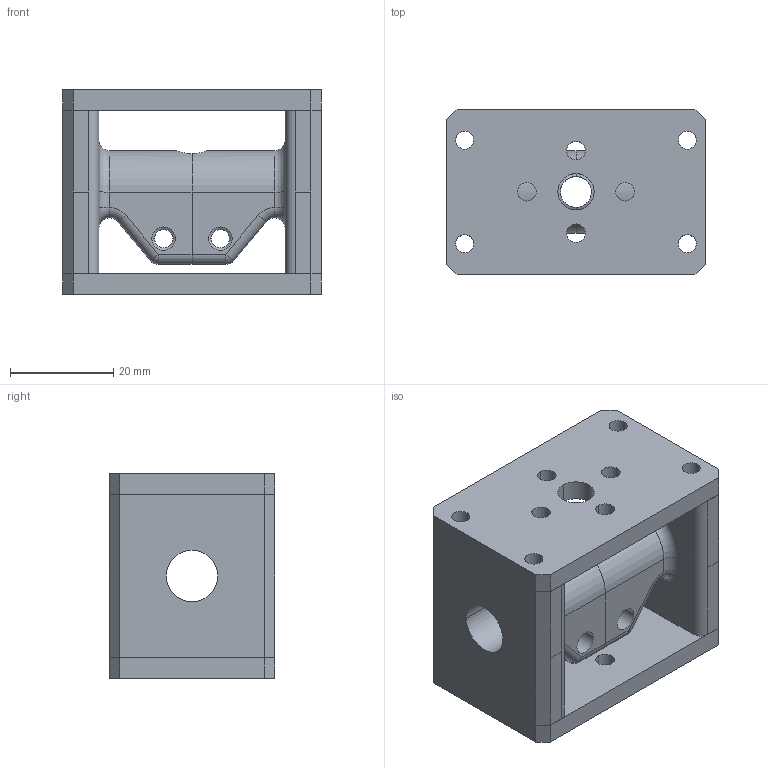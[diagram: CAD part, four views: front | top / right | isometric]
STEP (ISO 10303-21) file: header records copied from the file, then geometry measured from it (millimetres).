
FILE_DESCRIPTION (( 'STEP AP203' ), '1' );
FILE_NAME ('Motor_2_Default_sldprt.STEP', '2023-12-01T14:26:12', ( '' ), ( '' ), 'SwSTEP 2.0', 'SolidWorks 2023', '' );
FILE_SCHEMA (( 'CONFIG_CONTROL_DESIGN' ));
Length unit declared in the file: millimetre
Products named in the file (1): Motor_2_Default_sldprt
Bounding box: 50 x 32 x 39.6 mm (x, y, z)
Volume: 28505.9 mm3; surface area: 19382.9 mm2
Topology: 4 solids, 4 shells, 240 faces, 610 edges, 390 vertices
Faces by surface type: cylinder 138, plane 84, torus 10, cone 4, sphere 4
Entity records: 7942 total; most frequent: CARTESIAN_POINT 1744, DIRECTION 1360, ORIENTED_EDGE 1212, EDGE_CURVE 606, AXIS2_PLACEMENT_3D 527, VERTEX_POINT 390, EDGE_LOOP 312, VECTOR 306
